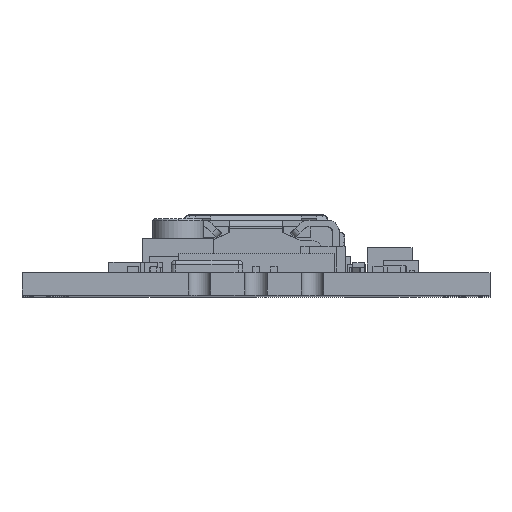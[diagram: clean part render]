
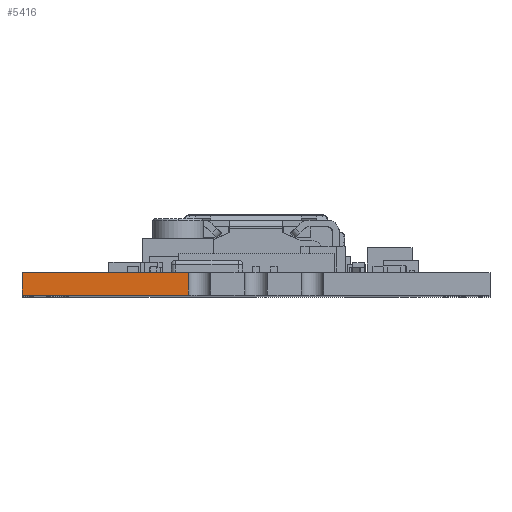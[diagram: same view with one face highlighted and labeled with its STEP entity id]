
A CAD part, top view. The second image highlights one B-rep face of the part: STEP entity #5416.
In plain terms, the highlighted planar face has unit normal (0, 0, 1).
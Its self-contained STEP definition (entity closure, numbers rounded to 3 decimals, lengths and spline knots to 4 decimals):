
#5416=ADVANCED_FACE('',(#7569),#21584,.T.);
#7569=FACE_OUTER_BOUND('',#9826,.F.);
#9826=EDGE_LOOP('',(#18082,#18083,#18084,#18085,#18086,#18087));
#18082=ORIENTED_EDGE('',*,*,#27058,.F.);
#18083=ORIENTED_EDGE('',*,*,#27055,.T.);
#18084=ORIENTED_EDGE('',*,*,#26625,.T.);
#18085=ORIENTED_EDGE('',*,*,#27059,.F.);
#18086=ORIENTED_EDGE('',*,*,#26598,.T.);
#18087=ORIENTED_EDGE('',*,*,#27060,.T.);
#21584=PLANE('',#42933);
#26598=EDGE_CURVE('',#37433,#37432,#30259,.T.);
#26625=EDGE_CURVE('',#37410,#37411,#30282,.T.);
#27055=EDGE_CURVE('',#37145,#37410,#30533,.T.);
#27058=EDGE_CURVE('',#37145,#37144,#30536,.T.);
#27059=EDGE_CURVE('',#37433,#37411,#30537,.T.);
#27060=EDGE_CURVE('',#37432,#37144,#30538,.T.);
#30259=LINE('',#69479,#33669);
#30282=LINE('',#69506,#33692);
#30533=LINE('',#70049,#33943);
#30536=LINE('',#70052,#33946);
#30537=LINE('',#70053,#33947);
#30538=LINE('',#70054,#33948);
#33669=VECTOR('',#51546,0.998);
#33692=VECTOR('',#51577,7.16);
#33943=VECTOR('',#52164,1.);
#33946=VECTOR('',#52167,7.16);
#33947=VECTOR('',#52168,0.3);
#33948=VECTOR('',#52169,0.3);
#37144=VERTEX_POINT('',#68649);
#37145=VERTEX_POINT('',#68650);
#37410=VERTEX_POINT('',#68915);
#37411=VERTEX_POINT('',#68916);
#37432=VERTEX_POINT('',#68937);
#37433=VERTEX_POINT('',#68938);
#42933=AXIS2_PLACEMENT_3D('',#70870,#52380,#52381);
#51546=DIRECTION('',(0.,-1.,0.));
#51577=DIRECTION('',(1.,0.,0.));
#52164=DIRECTION('',(0.,1.,0.));
#52167=DIRECTION('',(1.,0.,0.));
#52168=DIRECTION('',(-1.,0.002,0.));
#52169=DIRECTION('',(-1.,-0.002,0.));
#52380=DIRECTION('',(0.,0.,1.));
#52381=DIRECTION('',(1.,0.,0.));
#68649=CARTESIAN_POINT('',(-3.34,-0.4995,25.5));
#68650=CARTESIAN_POINT('',(-10.5,-0.5,25.5));
#68915=CARTESIAN_POINT('',(-10.5,0.5,25.5));
#68916=CARTESIAN_POINT('',(-3.34,0.4995,25.5));
#68937=CARTESIAN_POINT('',(-3.04,-0.499,25.5));
#68938=CARTESIAN_POINT('',(-3.04,0.499,25.5));
#69479=CARTESIAN_POINT('',(-3.04,0.499,25.5));
#69506=CARTESIAN_POINT('',(-10.5,0.5,25.5));
#70049=CARTESIAN_POINT('',(-10.5,-0.5,25.5));
#70052=CARTESIAN_POINT('',(-10.5,-0.5,25.5));
#70053=CARTESIAN_POINT('',(-3.04,0.499,25.5));
#70054=CARTESIAN_POINT('',(-3.04,-0.499,25.5));
#70870=CARTESIAN_POINT('',(-10.873,-0.873,25.5));
